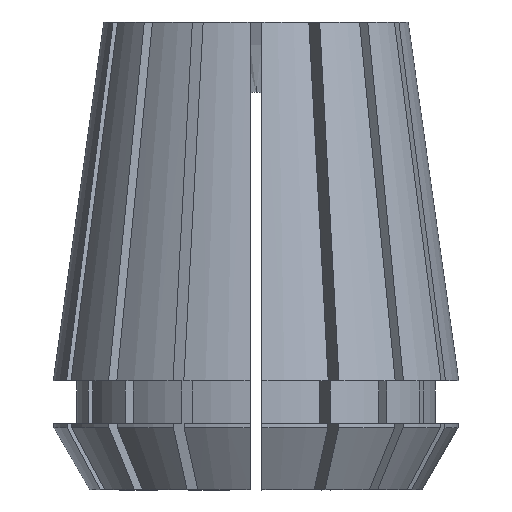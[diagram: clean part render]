
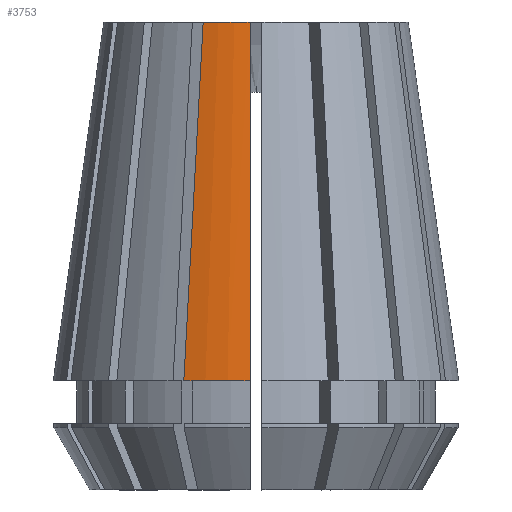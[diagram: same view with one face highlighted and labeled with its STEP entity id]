
A CAD part, left-side view. The second image highlights one B-rep face of the part: STEP entity #3753.
In plain terms, the highlighted conical face has half-angle 8 degrees and reference radius 25.998 mm.
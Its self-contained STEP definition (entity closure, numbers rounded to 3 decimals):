
#26 = DIRECTION ( 'NONE',  ( 0., 0., 1. ) ) ;
#95 = CARTESIAN_POINT ( 'NONE',  ( -19.519, 0.75, 0. ) ) ;
#306 = DIRECTION ( 'NONE',  ( -1., 0., 0. ) ) ;
#432 = VERTEX_POINT ( 'NONE', #1735 ) ;
#467 = CARTESIAN_POINT ( 'NONE',  ( 0., 0., -46. ) ) ;
#489 = DIRECTION ( 'NONE',  ( 1., 0., 0. ) ) ;
#605 = CARTESIAN_POINT ( 'NONE',  ( -20.312, 7.602, -15.333 ) ) ;
#711 = CIRCLE ( 'NONE', #3650, 19.533 ) ;
#784 = CARTESIAN_POINT ( 'NONE',  ( -18.32, 6.777, 0. ) ) ;
#896 = CARTESIAN_POINT ( 'NONE',  ( -19.519, 0.75, 0. ) ) ;
#1126 = AXIS2_PLACEMENT_3D ( 'NONE', #4310, #3008, #306 ) ;
#1516 = CARTESIAN_POINT ( 'NONE',  ( -18.32, 6.777, 0. ) ) ;
#1735 = CARTESIAN_POINT ( 'NONE',  ( -24.296, 9.252, -46. ) ) ;
#2035 = FACE_OUTER_BOUND ( 'NONE', #2425, .T. ) ;
#2212 = CARTESIAN_POINT ( 'NONE',  ( -21.675, 0.75, -15.333 ) ) ;
#2425 = EDGE_LOOP ( 'NONE', ( #4175, #3640, #2761, #2777 ) ) ;
#2661 = CARTESIAN_POINT ( 'NONE',  ( 0., 0., 0. ) ) ;
#2761 = ORIENTED_EDGE ( 'NONE', *, *, #5513, .T. ) ;
#2777 = ORIENTED_EDGE ( 'NONE', *, *, #2938, .F. ) ;
#2809 = CARTESIAN_POINT ( 'NONE',  ( -22.304, 8.427, -30.667 ) ) ;
#2938 = EDGE_CURVE ( 'NONE', #4205, #4830, #711, .T. ) ;
#3008 = DIRECTION ( 'NONE',  ( 0., 0., -1. ) ) ;
#3052 = DIRECTION ( 'NONE',  ( 1., 0., 0. ) ) ;
#3282 = AXIS2_PLACEMENT_3D ( 'NONE', #467, #3561, #489 ) ;
#3527 = CARTESIAN_POINT ( 'NONE',  ( -23.831, 0.75, -30.667 ) ) ;
#3561 = DIRECTION ( 'NONE',  ( 0., 0., 1. ) ) ;
#3640 = ORIENTED_EDGE ( 'NONE', *, *, #4862, .T. ) ;
#3650 = AXIS2_PLACEMENT_3D ( 'NONE', #2661, #26, #3052 ) ;
#3753 = ADVANCED_FACE ( 'NONE', ( #2035 ), #4921, .T. ) ;
#3983 = EDGE_CURVE ( 'NONE', #432, #4205, #4805, .T. ) ;
#4039 = CARTESIAN_POINT ( 'NONE',  ( -25.987, 0.75, -46. ) ) ;
#4175 = ORIENTED_EDGE ( 'NONE', *, *, #3983, .F. ) ;
#4205 = VERTEX_POINT ( 'NONE', #784 ) ;
#4310 = CARTESIAN_POINT ( 'NONE',  ( 0., 0., -46. ) ) ;
#4323 = B_SPLINE_CURVE_WITH_KNOTS ( 'NONE', 3,
 ( #5714, #3527, #2212, #896 ),
 .UNSPECIFIED., .F., .F.,
 ( 4, 4 ),
 ( 0.037, 0.084 ),
 .UNSPECIFIED. ) ;
#4362 = CIRCLE ( 'NONE', #3282, 25.998 ) ;
#4805 = B_SPLINE_CURVE_WITH_KNOTS ( 'NONE', 3,
 ( #5439, #2809, #605, #1516 ),
 .UNSPECIFIED., .F., .F.,
 ( 4, 4 ),
 ( 0., 0.046 ),
 .UNSPECIFIED. ) ;
#4830 = VERTEX_POINT ( 'NONE', #95 ) ;
#4862 = EDGE_CURVE ( 'NONE', #432, #5479, #4362, .T. ) ;
#4921 = CONICAL_SURFACE ( 'NONE', #1126, 25.998, 0.14 ) ;
#5439 = CARTESIAN_POINT ( 'NONE',  ( -24.296, 9.252, -46. ) ) ;
#5479 = VERTEX_POINT ( 'NONE', #4039 ) ;
#5513 = EDGE_CURVE ( 'NONE', #5479, #4830, #4323, .T. ) ;
#5714 = CARTESIAN_POINT ( 'NONE',  ( -25.987, 0.75, -46. ) ) ;
